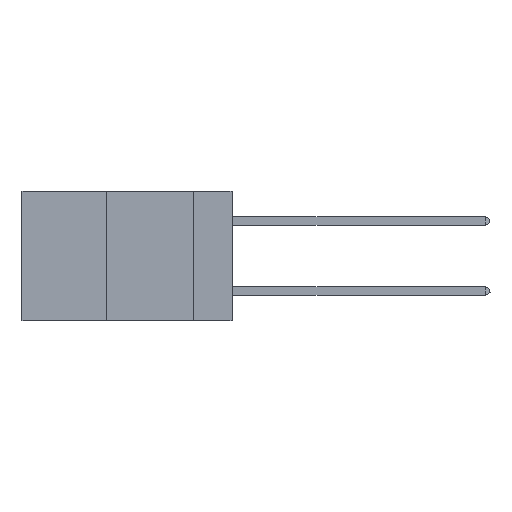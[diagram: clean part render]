
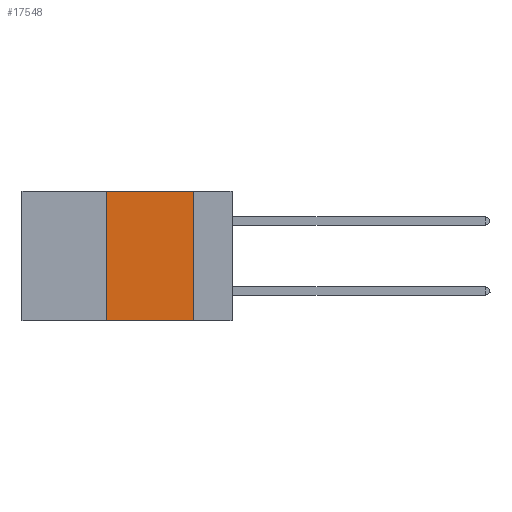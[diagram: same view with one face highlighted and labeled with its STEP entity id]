
A CAD part, left-side view. The second image highlights one B-rep face of the part: STEP entity #17548.
In plain terms, the highlighted planar face has unit normal (-1, 0, 0).
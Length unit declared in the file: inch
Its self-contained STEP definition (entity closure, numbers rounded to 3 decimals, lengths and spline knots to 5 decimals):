
#554 = CARTESIAN_POINT ( 'NONE',  ( 0., 0.6, -0.37 ) ) ;
#1819 = EDGE_CURVE ( 'NONE', #16920, #15694, #14941, .T. ) ;
#2189 = VECTOR ( 'NONE', #18507, 39.37008 ) ;
#2719 = CARTESIAN_POINT ( 'NONE',  ( 0., 0.6, 0. ) ) ;
#3842 = DIRECTION ( 'NONE',  ( 0., -1., 0. ) ) ;
#5435 = VECTOR ( 'NONE', #16347, 39.37008 ) ;
#5570 = VERTEX_POINT ( 'NONE', #19316 ) ;
#5990 = PLANE ( 'NONE',  #8765 ) ;
#6234 = EDGE_LOOP ( 'NONE', ( #19034, #10317, #20170, #12834 ) ) ;
#6757 = CARTESIAN_POINT ( 'NONE',  ( 0., 0.11, 0. ) ) ;
#7565 = FACE_OUTER_BOUND ( 'NONE', #6234, .T. ) ;
#7813 = EDGE_CURVE ( 'NONE', #14716, #5570, #8683, .T. ) ;
#8046 = VECTOR ( 'NONE', #3842, 39.37008 ) ;
#8594 = VECTOR ( 'NONE', #20603, 39.37008 ) ;
#8683 = LINE ( 'NONE', #9808, #5435 ) ;
#8765 = AXIS2_PLACEMENT_3D ( 'NONE', #2719, #13914, #8920 ) ;
#8920 = DIRECTION ( 'NONE',  ( 0., 0., -1. ) ) ;
#9707 = CARTESIAN_POINT ( 'NONE',  ( 0., 0.36, -0.37 ) ) ;
#9808 = CARTESIAN_POINT ( 'NONE',  ( 0., 0.36, 0. ) ) ;
#10317 = ORIENTED_EDGE ( 'NONE', *, *, #16534, .F. ) ;
#11191 = CARTESIAN_POINT ( 'NONE',  ( 0., 0.11, 0. ) ) ;
#12342 = CARTESIAN_POINT ( 'NONE',  ( 0., 0.11, -0.37 ) ) ;
#12834 = ORIENTED_EDGE ( 'NONE', *, *, #17479, .T. ) ;
#13914 = DIRECTION ( 'NONE',  ( 1., 0., 0. ) ) ;
#14716 = VERTEX_POINT ( 'NONE', #9707 ) ;
#14941 = LINE ( 'NONE', #6757, #2189 ) ;
#15629 = LINE ( 'NONE', #18988, #8594 ) ;
#15694 = VERTEX_POINT ( 'NONE', #12342 ) ;
#16347 = DIRECTION ( 'NONE',  ( 0., 0., 1. ) ) ;
#16534 = EDGE_CURVE ( 'NONE', #5570, #16920, #15629, .T. ) ;
#16920 = VERTEX_POINT ( 'NONE', #11191 ) ;
#17347 = LINE ( 'NONE', #554, #8046 ) ;
#17479 = EDGE_CURVE ( 'NONE', #14716, #15694, #17347, .T. ) ;
#17548 = ADVANCED_FACE ( 'NONE', ( #7565 ), #5990, .F. ) ;
#18507 = DIRECTION ( 'NONE',  ( 0., 0., -1. ) ) ;
#18988 = CARTESIAN_POINT ( 'NONE',  ( 0., 0.6, 0. ) ) ;
#19034 = ORIENTED_EDGE ( 'NONE', *, *, #1819, .F. ) ;
#19316 = CARTESIAN_POINT ( 'NONE',  ( 0., 0.36, 0. ) ) ;
#20170 = ORIENTED_EDGE ( 'NONE', *, *, #7813, .F. ) ;
#20603 = DIRECTION ( 'NONE',  ( 0., -1., 0. ) ) ;
